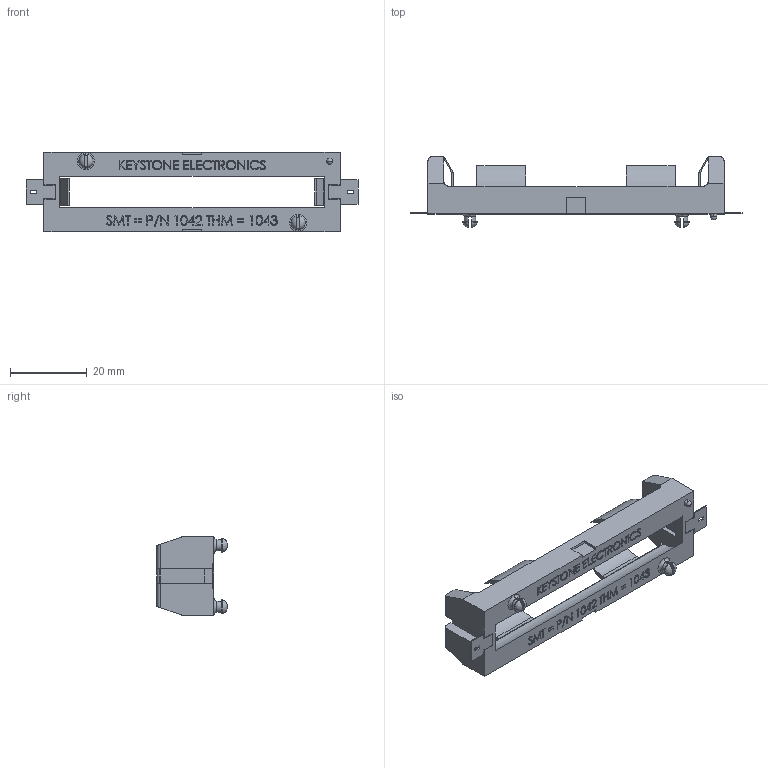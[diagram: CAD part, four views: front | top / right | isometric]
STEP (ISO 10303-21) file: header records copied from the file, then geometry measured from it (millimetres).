
FILE_DESCRIPTION (( 'STEP AP214' ), '1' );
FILE_NAME ('1042.STEP', '2021-05-28T13:30:18', ( '' ), ( '' ), 'SwSTEP 2.0', 'SolidWorks 2018', '' );
FILE_SCHEMA (( 'AUTOMOTIVE_DESIGN' ));
Length unit declared in the file: millimetre
Products named in the file (2): 1042
Bounding box: 86.41 x 18.29 x 20.65 mm (x, y, z)
Volume: 5545.2 mm3; surface area: 6499.4 mm2
Topology: 5 solids, 5 shells, 622 faces, 1669 edges, 1107 vertices
Faces by surface type: plane 441, bspline 128, cylinder 43, torus 8, sphere 2
Entity records: 33616 total; most frequent: CARTESIAN_POINT 11926, ORIENTED_EDGE 3338, DIRECTION 2485, EDGE_CURVE 1669, VECTOR 1289, LINE 1289, VERTEX_POINT 1107, EDGE_LOOP 678
